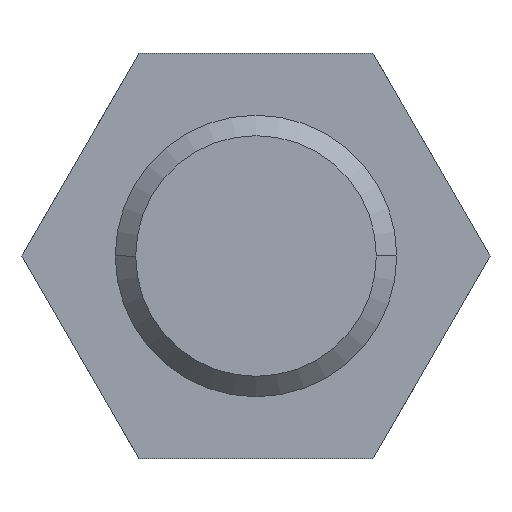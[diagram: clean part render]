
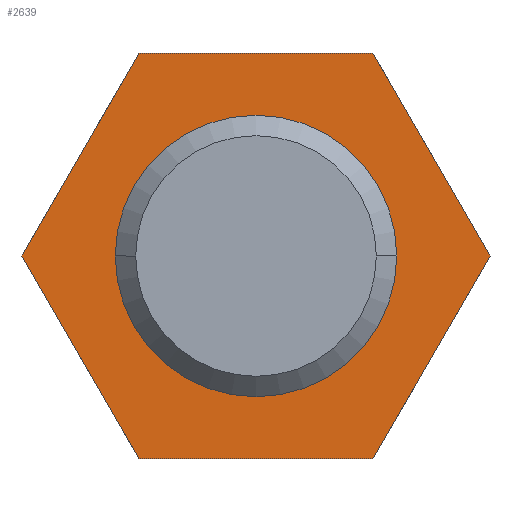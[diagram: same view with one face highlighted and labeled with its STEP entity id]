
A CAD part, front view. The second image highlights one B-rep face of the part: STEP entity #2639.
In plain terms, the highlighted planar face has unit normal (0, -1, 0).
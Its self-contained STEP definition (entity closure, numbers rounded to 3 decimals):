
#1=DIRECTION('',(0.5,0.,-0.866));
#2=VECTOR('',#1,3.468);
#3=CARTESIAN_POINT('',(1.734,-0.004,3.004));
#4=LINE('',#3,#2);
#5=DIRECTION('',(-0.5,0.,-0.866));
#6=VECTOR('',#5,3.468);
#7=CARTESIAN_POINT('',(3.468,-0.004,0.));
#8=LINE('',#7,#6);
#9=DIRECTION('',(-1.,0.,0.));
#10=VECTOR('',#9,3.468);
#11=CARTESIAN_POINT('',(1.734,-0.004,-3.004));
#12=LINE('',#11,#10);
#13=DIRECTION('',(-0.5,0.,0.866));
#14=VECTOR('',#13,3.468);
#15=CARTESIAN_POINT('',(-1.734,-0.004,-3.004));
#16=LINE('',#15,#14);
#17=DIRECTION('',(0.5,0.,0.866));
#18=VECTOR('',#17,3.468);
#19=CARTESIAN_POINT('',(-3.468,-0.004,0.));
#20=LINE('',#19,#18);
#21=DIRECTION('',(1.,0.,0.));
#22=VECTOR('',#21,3.468);
#23=CARTESIAN_POINT('',(-1.734,-0.004,3.004));
#24=LINE('',#23,#22);
#25=CARTESIAN_POINT('',(0.,-0.004,0.));
#26=DIRECTION('',(0.,-1.,0.));
#27=DIRECTION('',(1.,0.,0.));
#28=AXIS2_PLACEMENT_3D('',#25,#26,#27);
#30=CARTESIAN_POINT('',(0.,-0.004,0.));
#31=DIRECTION('',(0.,-1.,0.));
#32=DIRECTION('',(-1.,0.,0.));
#33=AXIS2_PLACEMENT_3D('',#30,#31,#32);
#2312=CARTESIAN_POINT('',(1.734,-0.004,3.004));
#2313=CARTESIAN_POINT('',(3.468,-0.004,0.));
#2314=VERTEX_POINT('',#2312);
#2315=VERTEX_POINT('',#2313);
#2316=CARTESIAN_POINT('',(1.734,-0.004,-3.004));
#2317=VERTEX_POINT('',#2316);
#2318=CARTESIAN_POINT('',(-1.734,-0.004,-3.004));
#2319=VERTEX_POINT('',#2318);
#2320=CARTESIAN_POINT('',(-3.468,-0.004,0.));
#2321=VERTEX_POINT('',#2320);
#2322=CARTESIAN_POINT('',(-1.734,-0.004,3.004));
#2323=VERTEX_POINT('',#2322);
#2324=CARTESIAN_POINT('',(2.086,-0.004,0.));
#2325=CARTESIAN_POINT('',(-2.086,-0.004,0.));
#2326=VERTEX_POINT('',#2324);
#2327=VERTEX_POINT('',#2325);
#2614=CARTESIAN_POINT('',(0.,-0.004,0.));
#2615=DIRECTION('',(0.,1.,0.));
#2616=DIRECTION('',(-1.,0.,0.));
#2617=AXIS2_PLACEMENT_3D('',#2614,#2615,#2616);
#2618=PLANE('',#2617);
#2620=ORIENTED_EDGE('',*,*,#2619,.T.);
#2622=ORIENTED_EDGE('',*,*,#2621,.T.);
#2624=ORIENTED_EDGE('',*,*,#2623,.T.);
#2626=ORIENTED_EDGE('',*,*,#2625,.T.);
#2628=ORIENTED_EDGE('',*,*,#2627,.T.);
#2630=ORIENTED_EDGE('',*,*,#2629,.T.);
#2631=EDGE_LOOP('',(#2620,#2622,#2624,#2626,#2628,#2630));
#2632=FACE_OUTER_BOUND('',#2631,.F.);
#2634=ORIENTED_EDGE('',*,*,#2633,.T.);
#2636=ORIENTED_EDGE('',*,*,#2635,.T.);
#2637=EDGE_LOOP('',(#2634,#2636));
#2638=FACE_BOUND('',#2637,.F.);
#2639=ADVANCED_FACE('',(#2632,#2638),#2618,.F.);
#29=CIRCLE('',#28,2.086);
#34=CIRCLE('',#33,2.086);
#2619=EDGE_CURVE('',#2314,#2315,#4,.T.);
#2621=EDGE_CURVE('',#2315,#2317,#8,.T.);
#2623=EDGE_CURVE('',#2317,#2319,#12,.T.);
#2625=EDGE_CURVE('',#2319,#2321,#16,.T.);
#2627=EDGE_CURVE('',#2321,#2323,#20,.T.);
#2629=EDGE_CURVE('',#2323,#2314,#24,.T.);
#2633=EDGE_CURVE('',#2326,#2327,#29,.T.);
#2635=EDGE_CURVE('',#2327,#2326,#34,.T.);
